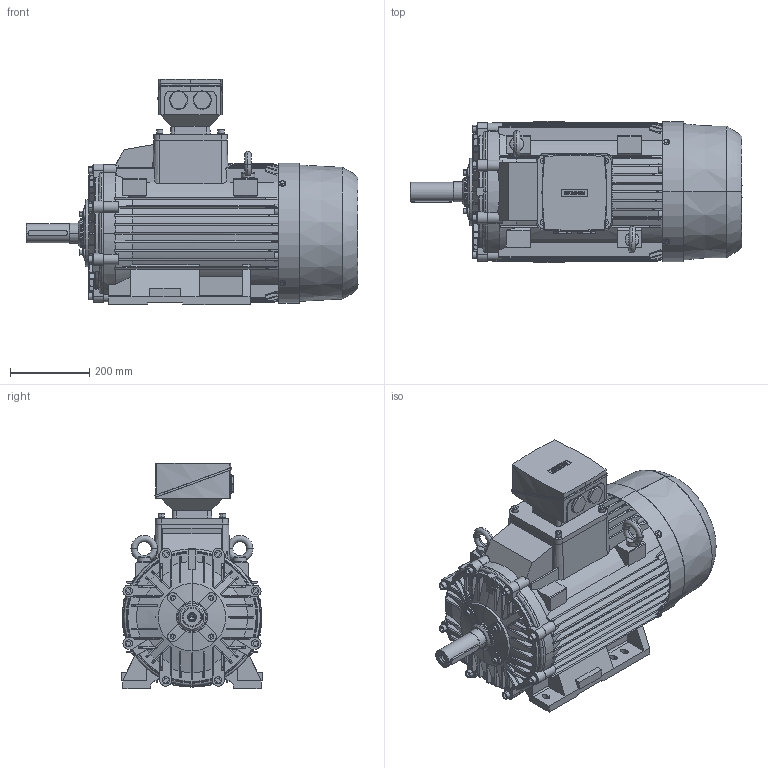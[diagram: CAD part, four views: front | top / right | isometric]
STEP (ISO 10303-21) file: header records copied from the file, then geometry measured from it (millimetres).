
FILE_DESCRIPTION(('STEP AP214'),'1');
FILE_NAME('cctmp_EEBF7FE4-8E5A-4DFD-9D17-9F35D44C1643_2023_06_27_10_52_49_0380..stp','2023-06-27T08:52:51',('SIEMENS A&D'),('CADClick - www.CADClick.com'),'Spatial InterOp 3D',' ','unknown authorization');
FILE_SCHEMA(('AUTOMOTIVE_DESIGN'));
Length unit declared in the file: millimetre
Products named in the file (34): cc_unnamed; 2023_06_27_10_52_49_0309; 2023_06_27_10_52_49_0278; 2023_06_27_10_52_49_0247; 2023_06_27_10_52_49_0216; 2023_06_27_10_52_49_0184; 2023_06_27_10_52_49_0153; 2023_06_27_10_52_49_0122; 2023_06_27_10_52_49_0091; 2023_06_27_10_52_49_0059; 2023_06_27_10_52_49_0028; 2023_06_27_10_52_48_0997; 2023_06_27_10_52_48_0966; 2023_06_27_10_52_48_0934; 2023_06_27_10_52_48_0903; 2023_06_27_10_52_48_0872; 2023_06_27_10_52_48_0841; 2023_06_27_10_52_48_0809; 2023_06_27_10_52_48_0778; 2023_06_27_10_52_48_0747; 2023_06_27_10_52_48_0716; 2023_06_27_10_52_48_0684; 2023_06_27_10_52_48_0653; 2023_06_27_10_52_48_0622; 2023_06_27_10_52_48_0591; 2023_06_27_10_52_48_0559; 2023_06_27_10_52_48_0528; 2023_06_27_10_52_48_0497; 2023_06_27_10_52_48_0466; 2023_06_27_10_52_48_0434; 2023_06_27_10_52_48_0403; 2023_06_27_10_52_48_0372; 2023_06_27_10_52_48_0341; 2023_06_27_10_52_48_0309
Assembly tree (33 placements, depth 2):
  cc_unnamed
    2023_06_27_10_52_49_0309
    2023_06_27_10_52_49_0278
    2023_06_27_10_52_49_0247
    2023_06_27_10_52_49_0216
    2023_06_27_10_52_49_0184
    2023_06_27_10_52_49_0153
    2023_06_27_10_52_49_0122
    2023_06_27_10_52_49_0091
    2023_06_27_10_52_49_0059
    2023_06_27_10_52_49_0028
    2023_06_27_10_52_48_0997
    2023_06_27_10_52_48_0966
    2023_06_27_10_52_48_0934
    2023_06_27_10_52_48_0903
    2023_06_27_10_52_48_0872
    2023_06_27_10_52_48_0841
    2023_06_27_10_52_48_0809
    2023_06_27_10_52_48_0778
    2023_06_27_10_52_48_0747
    2023_06_27_10_52_48_0716
    2023_06_27_10_52_48_0684
    2023_06_27_10_52_48_0653
    2023_06_27_10_52_48_0622
    2023_06_27_10_52_48_0591
    2023_06_27_10_52_48_0559
    2023_06_27_10_52_48_0528
    2023_06_27_10_52_48_0497
    2023_06_27_10_52_48_0466
    2023_06_27_10_52_48_0434
    2023_06_27_10_52_48_0403
    2023_06_27_10_52_48_0372
    2023_06_27_10_52_48_0341
    2023_06_27_10_52_48_0309
Bounding box: 838 x 357 x 568 mm (x, y, z)
Volume: 53671140.9 mm3; surface area: 2504314.7 mm2
Topology: 33 solids, 33 shells, 2444 faces, 6947 edges, 4592 vertices
Faces by surface type: cylinder 1276, plane 855, cone 192, torus 121
Entity records: 112159 total; most frequent: CARTESIAN_POINT 26360, DIRECTION 13977, ORIENTED_EDGE 13890, EDGE_CURVE 6945, AXIS2_PLACEMENT_3D 5432, VERTEX_POINT 4592, LINE 3113, VECTOR 3113
